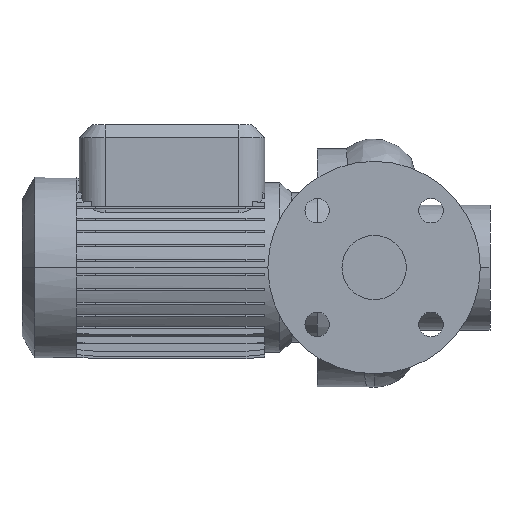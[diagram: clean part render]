
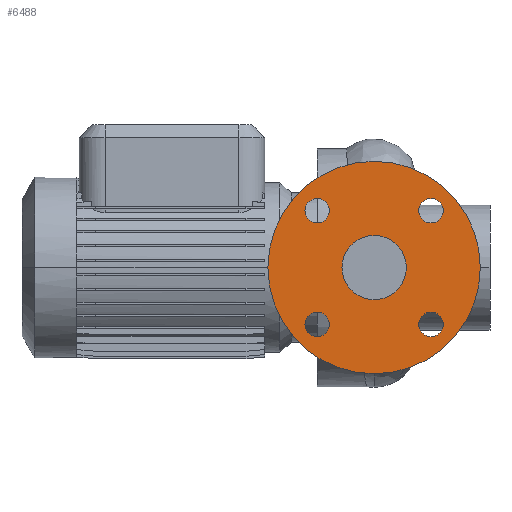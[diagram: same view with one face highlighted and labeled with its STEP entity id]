
A CAD part, left-side view. The second image highlights one B-rep face of the part: STEP entity #6488.
In plain terms, the highlighted planar face has unit normal (-1, 0, 0).
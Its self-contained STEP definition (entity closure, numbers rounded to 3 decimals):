
#29 = VERTEX_POINT ( 'NONE', #5714 ) ;
#44 = DIRECTION ( 'NONE',  ( 0., 0., 1. ) ) ;
#257 = DIRECTION ( 'NONE',  ( 0., 0., 1. ) ) ;
#393 = AXIS2_PLACEMENT_3D ( 'NONE', #3223, #4300, #9770 ) ;
#421 = DIRECTION ( 'NONE',  ( -1., 0., 0. ) ) ;
#569 = EDGE_CURVE ( 'NONE', #9331, #7088, #996, .T. ) ;
#575 = ORIENTED_EDGE ( 'NONE', *, *, #7260, .F. ) ;
#580 = ORIENTED_EDGE ( 'NONE', *, *, #4323, .F. ) ;
#611 = CARTESIAN_POINT ( 'NONE',  ( -160., 82.5, 0. ) ) ;
#825 = DIRECTION ( 'NONE',  ( -1., 0., 0. ) ) ;
#996 = CIRCLE ( 'NONE', #11748, 82.5 ) ;
#1071 = FACE_OUTER_BOUND ( 'NONE', #9212, .T. ) ;
#1498 = ORIENTED_EDGE ( 'NONE', *, *, #7806, .F. ) ;
#1879 = CIRCLE ( 'NONE', #4359, 25. ) ;
#1884 = CIRCLE ( 'NONE', #4969, 9.5 ) ;
#1955 = CARTESIAN_POINT ( 'NONE',  ( -160., -44.194, 44.194 ) ) ;
#2029 = DIRECTION ( 'NONE',  ( 1., 0., 0. ) ) ;
#2052 = AXIS2_PLACEMENT_3D ( 'NONE', #6741, #5949, #4994 ) ;
#2065 = ORIENTED_EDGE ( 'NONE', *, *, #5631, .F. ) ;
#2187 = ORIENTED_EDGE ( 'NONE', *, *, #11064, .T. ) ;
#2379 = DIRECTION ( 'NONE',  ( -1., 0., 0. ) ) ;
#2501 = AXIS2_PLACEMENT_3D ( 'NONE', #9454, #8485, #257 ) ;
#2703 = EDGE_CURVE ( 'NONE', #11379, #11278, #7004, .T. ) ;
#2857 = AXIS2_PLACEMENT_3D ( 'NONE', #2881, #9368, #3854 ) ;
#2868 = EDGE_LOOP ( 'NONE', ( #8933, #2187 ) ) ;
#2881 = CARTESIAN_POINT ( 'NONE',  ( -160., 25., 0. ) ) ;
#2940 = CARTESIAN_POINT ( 'NONE',  ( -160., -44.194, 53.694 ) ) ;
#3151 = CIRCLE ( 'NONE', #11393, 25. ) ;
#3223 = CARTESIAN_POINT ( 'NONE',  ( -160., -44.194, -44.194 ) ) ;
#3653 = AXIS2_PLACEMENT_3D ( 'NONE', #1955, #10189, #3774 ) ;
#3699 = VERTEX_POINT ( 'NONE', #3784 ) ;
#3739 = EDGE_CURVE ( 'NONE', #7286, #11193, #3151, .T. ) ;
#3774 = DIRECTION ( 'NONE',  ( 0., 0., 1. ) ) ;
#3775 = EDGE_LOOP ( 'NONE', ( #9493, #6221 ) ) ;
#3784 = CARTESIAN_POINT ( 'NONE',  ( -160., 44.194, -53.694 ) ) ;
#3854 = DIRECTION ( 'NONE',  ( 0., 1., 0. ) ) ;
#4277 = ORIENTED_EDGE ( 'NONE', *, *, #10284, .F. ) ;
#4300 = DIRECTION ( 'NONE',  ( -1., 0., 0. ) ) ;
#4304 = CARTESIAN_POINT ( 'NONE',  ( -160., 44.194, 44.194 ) ) ;
#4323 = EDGE_CURVE ( 'NONE', #11278, #11379, #5265, .T. ) ;
#4359 = AXIS2_PLACEMENT_3D ( 'NONE', #10169, #8303, #4649 ) ;
#4649 = DIRECTION ( 'NONE',  ( 0., 1., 0. ) ) ;
#4806 = CARTESIAN_POINT ( 'NONE',  ( -160., -44.194, -44.194 ) ) ;
#4814 = CIRCLE ( 'NONE', #3653, 9.5 ) ;
#4969 = AXIS2_PLACEMENT_3D ( 'NONE', #5839, #421, #7765 ) ;
#4975 = EDGE_LOOP ( 'NONE', ( #9319, #580 ) ) ;
#4994 = DIRECTION ( 'NONE',  ( 0., 0., 1. ) ) ;
#5265 = CIRCLE ( 'NONE', #393, 9.5 ) ;
#5293 = EDGE_CURVE ( 'NONE', #8164, #6472, #4814, .T. ) ;
#5478 = EDGE_CURVE ( 'NONE', #29, #10192, #10374, .T. ) ;
#5631 = EDGE_CURVE ( 'NONE', #6472, #8164, #8640, .T. ) ;
#5704 = PLANE ( 'NONE',  #2857 ) ;
#5714 = CARTESIAN_POINT ( 'NONE',  ( -160., 44.194, 34.694 ) ) ;
#5839 = CARTESIAN_POINT ( 'NONE',  ( -160., 44.194, -44.194 ) ) ;
#5949 = DIRECTION ( 'NONE',  ( -1., 0., 0. ) ) ;
#5966 = CARTESIAN_POINT ( 'NONE',  ( -160., -25., 0. ) ) ;
#6221 = ORIENTED_EDGE ( 'NONE', *, *, #5478, .F. ) ;
#6431 = FACE_BOUND ( 'NONE', #2868, .T. ) ;
#6442 = VERTEX_POINT ( 'NONE', #11722 ) ;
#6472 = VERTEX_POINT ( 'NONE', #2940 ) ;
#6488 = ADVANCED_FACE ( 'NONE', ( #10268, #7390, #10209, #1071, #6431, #11114 ), #5704, .F. ) ;
#6491 = AXIS2_PLACEMENT_3D ( 'NONE', #11870, #9340, #7360 ) ;
#6741 = CARTESIAN_POINT ( 'NONE',  ( -160., 44.194, 44.194 ) ) ;
#7004 = CIRCLE ( 'NONE', #11016, 9.5 ) ;
#7088 = VERTEX_POINT ( 'NONE', #611 ) ;
#7260 = EDGE_CURVE ( 'NONE', #7088, #9331, #9161, .T. ) ;
#7286 = VERTEX_POINT ( 'NONE', #10905 ) ;
#7360 = DIRECTION ( 'NONE',  ( 0., 1., 0. ) ) ;
#7390 = FACE_BOUND ( 'NONE', #4975, .T. ) ;
#7504 = DIRECTION ( 'NONE',  ( 0., 1., 0. ) ) ;
#7506 = DIRECTION ( 'NONE',  ( 0., 0., 1. ) ) ;
#7613 = ORIENTED_EDGE ( 'NONE', *, *, #569, .F. ) ;
#7765 = DIRECTION ( 'NONE',  ( 0., 0., 1. ) ) ;
#7806 = EDGE_CURVE ( 'NONE', #3699, #6442, #1884, .T. ) ;
#8164 = VERTEX_POINT ( 'NONE', #10439 ) ;
#8191 = AXIS2_PLACEMENT_3D ( 'NONE', #8277, #825, #44 ) ;
#8224 = CARTESIAN_POINT ( 'NONE',  ( -160., 44.194, 53.694 ) ) ;
#8277 = CARTESIAN_POINT ( 'NONE',  ( -160., 44.194, -44.194 ) ) ;
#8303 = DIRECTION ( 'NONE',  ( 1., 0., 0. ) ) ;
#8485 = DIRECTION ( 'NONE',  ( -1., 0., 0. ) ) ;
#8568 = CARTESIAN_POINT ( 'NONE',  ( -160., -82.5, 0. ) ) ;
#8640 = CIRCLE ( 'NONE', #2501, 9.5 ) ;
#8766 = CIRCLE ( 'NONE', #2052, 9.5 ) ;
#8925 = DIRECTION ( 'NONE',  ( 1., 0., 0. ) ) ;
#8933 = ORIENTED_EDGE ( 'NONE', *, *, #3739, .T. ) ;
#8962 = EDGE_LOOP ( 'NONE', ( #2065, #11636 ) ) ;
#9161 = CIRCLE ( 'NONE', #6491, 82.5 ) ;
#9212 = EDGE_LOOP ( 'NONE', ( #575, #7613 ) ) ;
#9262 = EDGE_LOOP ( 'NONE', ( #4277, #1498 ) ) ;
#9319 = ORIENTED_EDGE ( 'NONE', *, *, #2703, .F. ) ;
#9331 = VERTEX_POINT ( 'NONE', #8568 ) ;
#9340 = DIRECTION ( 'NONE',  ( 1., 0., 0. ) ) ;
#9368 = DIRECTION ( 'NONE',  ( 1., 0., 0. ) ) ;
#9454 = CARTESIAN_POINT ( 'NONE',  ( -160., -44.194, 44.194 ) ) ;
#9481 = CARTESIAN_POINT ( 'NONE',  ( -160., 0., 0. ) ) ;
#9493 = ORIENTED_EDGE ( 'NONE', *, *, #11690, .F. ) ;
#9689 = CARTESIAN_POINT ( 'NONE',  ( -160., -44.194, -53.694 ) ) ;
#9770 = DIRECTION ( 'NONE',  ( 0., 0., 1. ) ) ;
#9833 = CARTESIAN_POINT ( 'NONE',  ( -160., 0., 0. ) ) ;
#10169 = CARTESIAN_POINT ( 'NONE',  ( -160., 0., 0. ) ) ;
#10189 = DIRECTION ( 'NONE',  ( -1., 0., 0. ) ) ;
#10192 = VERTEX_POINT ( 'NONE', #8224 ) ;
#10209 = FACE_BOUND ( 'NONE', #9262, .T. ) ;
#10268 = FACE_BOUND ( 'NONE', #3775, .T. ) ;
#10284 = EDGE_CURVE ( 'NONE', #6442, #3699, #10693, .T. ) ;
#10325 = DIRECTION ( 'NONE',  ( -1., 0., 0. ) ) ;
#10374 = CIRCLE ( 'NONE', #11723, 9.5 ) ;
#10439 = CARTESIAN_POINT ( 'NONE',  ( -160., -44.194, 34.694 ) ) ;
#10607 = DIRECTION ( 'NONE',  ( 0., 0., 1. ) ) ;
#10693 = CIRCLE ( 'NONE', #8191, 9.5 ) ;
#10708 = CARTESIAN_POINT ( 'NONE',  ( -160., -44.194, -34.694 ) ) ;
#10905 = CARTESIAN_POINT ( 'NONE',  ( -160., 25., 0. ) ) ;
#11016 = AXIS2_PLACEMENT_3D ( 'NONE', #4806, #10325, #7506 ) ;
#11064 = EDGE_CURVE ( 'NONE', #11193, #7286, #1879, .T. ) ;
#11114 = FACE_BOUND ( 'NONE', #8962, .T. ) ;
#11193 = VERTEX_POINT ( 'NONE', #5966 ) ;
#11278 = VERTEX_POINT ( 'NONE', #9689 ) ;
#11379 = VERTEX_POINT ( 'NONE', #10708 ) ;
#11393 = AXIS2_PLACEMENT_3D ( 'NONE', #9481, #2029, #7504 ) ;
#11636 = ORIENTED_EDGE ( 'NONE', *, *, #5293, .F. ) ;
#11690 = EDGE_CURVE ( 'NONE', #10192, #29, #8766, .T. ) ;
#11699 = DIRECTION ( 'NONE',  ( 0., 1., 0. ) ) ;
#11722 = CARTESIAN_POINT ( 'NONE',  ( -160., 44.194, -34.694 ) ) ;
#11723 = AXIS2_PLACEMENT_3D ( 'NONE', #4304, #2379, #10607 ) ;
#11748 = AXIS2_PLACEMENT_3D ( 'NONE', #9833, #8925, #11699 ) ;
#11870 = CARTESIAN_POINT ( 'NONE',  ( -160., 0., 0. ) ) ;
